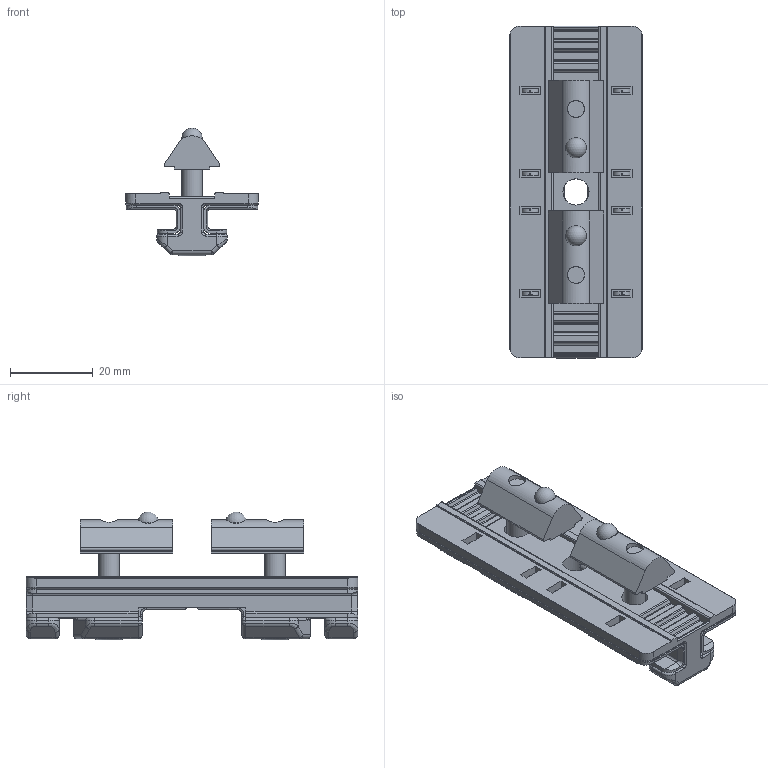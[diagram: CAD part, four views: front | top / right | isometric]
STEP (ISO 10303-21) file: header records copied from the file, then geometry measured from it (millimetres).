
FILE_DESCRIPTION(/* description */ ('KriTec Gleitschlitten-Führung 8 80x40 mit Bef.satz für Festlager'),/* implementation_level */ '2;1');
FILE_NAME(/* name */ '13578_KriTec_Gleitschlitten-Fuehrung_8_80x40_mit_Befestigungssatz_fuer_Loslager.stp',/* time_stamp */ '2020-07-13T10:14:54+02:00',/* author */ ('jendrek'),/* organization */ (''),/* preprocessor_version */ 'ST-DEVELOPER v17',/* originating_system */ 'Autodesk Inventor 2018',/* authorisation */ '');
FILE_SCHEMA (('AUTOMOTIVE_DESIGN { 1 0 10303 214 3 1 1 }'));
Length unit declared in the file: millimetre
Products named in the file (5): 13578 KriTec Gleitschlitten-Führung 8 80x40 mit Bef.satz für 
Loslager; 13625; 13625_1 KriTec Gleitschlitten Fuehrung 8 80x40; 11625; 11006
Assembly tree (6 placements, depth 3):
  13578 KriTec Gleitschlitten-Führung 8 80x40 mit Bef.satz für 
Loslager
    13625
      13625_1 KriTec Gleitschlitten Fuehrung 8 80x40
    11625  x2
    11006  x2
Bounding box: 32 x 80 x 30.83 mm (x, y, z)
Volume: 18417.7 mm3; surface area: 19615.7 mm2
Topology: 9 solids, 9 shells, 612 faces, 1603 edges, 1002 vertices
Faces by surface type: plane 253, cylinder 243, torus 50, bspline 32, sphere 22, cone 12
Full cylindrical faces by diameter (mm): 4.134 x2, 5 x2, 6.3 x3, 9.5 x2
Entity records: 21225 total; most frequent: CARTESIAN_POINT 6306, ORIENTED_EDGE 2996, DIRECTION 2984, EDGE_CURVE 1498, AXIS2_PLACEMENT_3D 1065, VERTEX_POINT 935, LINE 854, VECTOR 854
